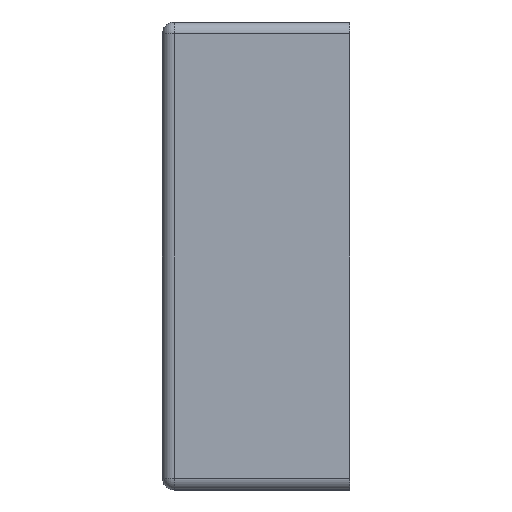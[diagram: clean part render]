
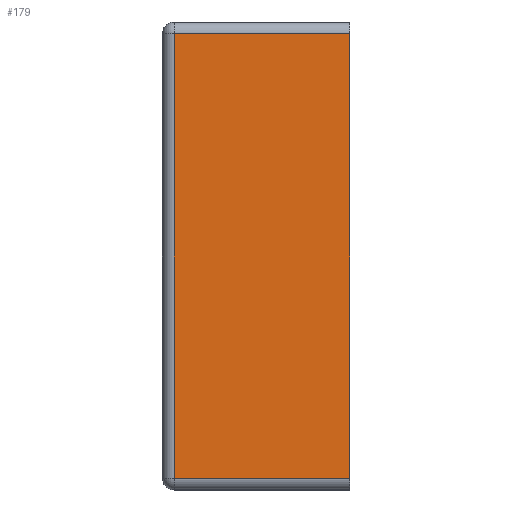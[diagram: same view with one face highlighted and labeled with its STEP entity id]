
A CAD part, left-side view. The second image highlights one B-rep face of the part: STEP entity #179.
In plain terms, the highlighted planar face has unit normal (-1, 0, 0).
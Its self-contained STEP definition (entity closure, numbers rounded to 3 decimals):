
#130 = VECTOR ( 'NONE', #2015, 1000. ) ;
#179 = ADVANCED_FACE ( 'NONE', ( #2675 ), #2792, .F. ) ;
#221 = LINE ( 'NONE', #2638, #130 ) ;
#374 = DIRECTION ( 'NONE',  ( 0., -1., 0. ) ) ;
#421 = CARTESIAN_POINT ( 'NONE',  ( -40., 15., 19. ) ) ;
#625 = VERTEX_POINT ( 'NONE', #1885 ) ;
#736 = DIRECTION ( 'NONE',  ( 0., 1., 0. ) ) ;
#933 = VECTOR ( 'NONE', #374, 1000. ) ;
#1015 = VECTOR ( 'NONE', #3304, 1000. ) ;
#1040 = VECTOR ( 'NONE', #736, 1000. ) ;
#1128 = ORIENTED_EDGE ( 'NONE', *, *, #3174, .T. ) ;
#1294 = CARTESIAN_POINT ( 'NONE',  ( -40., 16., -19. ) ) ;
#1330 = EDGE_CURVE ( 'NONE', #3700, #625, #221, .T. ) ;
#1422 = CARTESIAN_POINT ( 'NONE',  ( -40., 16., -20. ) ) ;
#1512 = ORIENTED_EDGE ( 'NONE', *, *, #3247, .T. ) ;
#1767 = LINE ( 'NONE', #2363, #1015 ) ;
#1829 = CARTESIAN_POINT ( 'NONE',  ( -40., 16., 19. ) ) ;
#1871 = ORIENTED_EDGE ( 'NONE', *, *, #2478, .T. ) ;
#1885 = CARTESIAN_POINT ( 'NONE',  ( -40., 0., 19. ) ) ;
#2015 = DIRECTION ( 'NONE',  ( 0., 0., 1. ) ) ;
#2363 = CARTESIAN_POINT ( 'NONE',  ( -40., 15., -20. ) ) ;
#2478 = EDGE_CURVE ( 'NONE', #3553, #3231, #1767, .T. ) ;
#2486 = LINE ( 'NONE', #1294, #933 ) ;
#2638 = CARTESIAN_POINT ( 'NONE',  ( -40., 0., -20. ) ) ;
#2675 = FACE_OUTER_BOUND ( 'NONE', #3695, .T. ) ;
#2780 = LINE ( 'NONE', #1829, #1040 ) ;
#2792 = PLANE ( 'NONE',  #3402 ) ;
#2888 = CARTESIAN_POINT ( 'NONE',  ( -40., 15., -19. ) ) ;
#3002 = CARTESIAN_POINT ( 'NONE',  ( -40., 0., -19. ) ) ;
#3174 = EDGE_CURVE ( 'NONE', #625, #3553, #2780, .T. ) ;
#3182 = DIRECTION ( 'NONE',  ( 0., 0., -1. ) ) ;
#3231 = VERTEX_POINT ( 'NONE', #2888 ) ;
#3247 = EDGE_CURVE ( 'NONE', #3231, #3700, #2486, .T. ) ;
#3304 = DIRECTION ( 'NONE',  ( 0., 0., -1. ) ) ;
#3402 = AXIS2_PLACEMENT_3D ( 'NONE', #1422, #3642, #3182 ) ;
#3553 = VERTEX_POINT ( 'NONE', #421 ) ;
#3597 = ORIENTED_EDGE ( 'NONE', *, *, #1330, .T. ) ;
#3642 = DIRECTION ( 'NONE',  ( 1., 0., 0. ) ) ;
#3695 = EDGE_LOOP ( 'NONE', ( #3597, #1128, #1871, #1512 ) ) ;
#3700 = VERTEX_POINT ( 'NONE', #3002 ) ;
